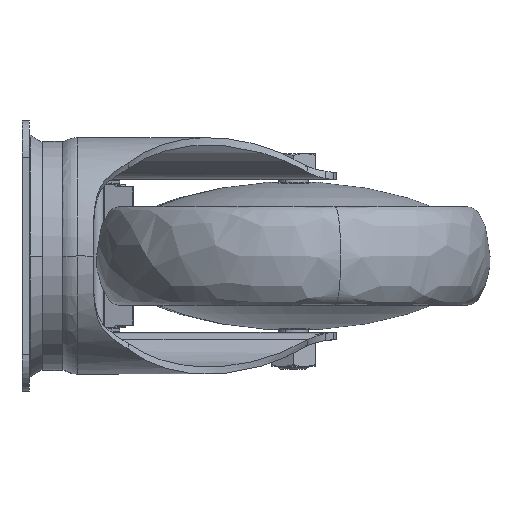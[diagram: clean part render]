
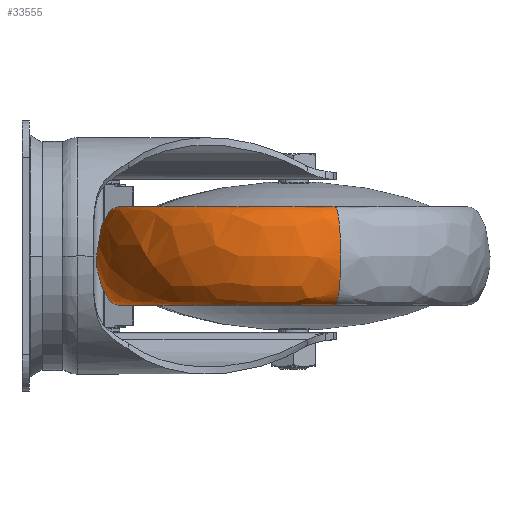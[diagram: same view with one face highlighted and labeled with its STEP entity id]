
A CAD part, left-side view. The second image highlights one B-rep face of the part: STEP entity #33555.
In plain terms, the highlighted free-form (B-spline) face has degree [3, 3] with [4, 4] control points.
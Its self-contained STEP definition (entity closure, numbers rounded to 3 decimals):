
#435 =( BOUNDED_CURVE ( )  B_SPLINE_CURVE ( 3, ( #31754, #19450, #6530, #12699 ),
 .UNSPECIFIED., .F., .F. ) 
 B_SPLINE_CURVE_WITH_KNOTS ( ( 4, 4 ),
 ( 0., 1. ),
 .UNSPECIFIED. ) 
 CURVE ( )  GEOMETRIC_REPRESENTATION_ITEM ( )  RATIONAL_B_SPLINE_CURVE ( ( 1., 0.333, 0.333, 1. ) ) 
 REPRESENTATION_ITEM ( '' )  );
#1425 = CARTESIAN_POINT ( 'NONE',  ( 140.878, -88.495, 20. ) ) ;
#2034 = CARTESIAN_POINT ( 'NONE',  ( 97.868, 85.261, -20. ) ) ;
#3314 =( BOUNDED_SURFACE ( )  B_SPLINE_SURFACE ( 3, 3, ( 
 ( #36105, #39193, #14796, #17271 ),
 ( #39796, #14405, #2034, #11703 ),
 ( #33026, #30567, #39586, #8014 ),
 ( #20527, #11510, #14199, #23966 ) ),
 .UNSPECIFIED., .F., .F., .F. ) 
 B_SPLINE_SURFACE_WITH_KNOTS ( ( 4, 4 ),
 ( 4, 4 ),
 ( 0., 1. ),
 ( 0., 1. ),
 .UNSPECIFIED. ) 
 GEOMETRIC_REPRESENTATION_ITEM ( )  RATIONAL_B_SPLINE_SURFACE ( (
 ( 1., 0.333, 0.333, 1.),
 ( 0.333, 0.111, 0.111, 0.333),
 ( 0.333, 0.111, 0.111, 0.333),
 ( 1., 0.333, 0.333, 1.) ) ) 
 REPRESENTATION_ITEM ( '' )  SURFACE ( )  );
#3451 = VERTEX_POINT ( 'NONE', #13330 ) ;
#4368 = EDGE_CURVE ( 'NONE', #3451, #5949, #40000, .T. ) ;
#4633 = AXIS2_PLACEMENT_3D ( 'NONE', #25976, #16412, #31775 ) ;
#5949 = VERTEX_POINT ( 'NONE', #35500 ) ;
#6530 = CARTESIAN_POINT ( 'NONE',  ( -32.878, -131.505, 20. ) ) ;
#7539 = ORIENTED_EDGE ( 'NONE', *, *, #32423, .F. ) ;
#7643 = CARTESIAN_POINT ( 'NONE',  ( 54., -110., -20. ) ) ;
#8014 = CARTESIAN_POINT ( 'NONE',  ( 140.878, -88.495, 20. ) ) ;
#10102 =( BOUNDED_CURVE ( )  B_SPLINE_CURVE ( 3, ( #29557, #29949, #1425, #39383 ),
 .UNSPECIFIED., .F., .F. ) 
 B_SPLINE_CURVE_WITH_KNOTS ( ( 4, 4 ),
 ( 0., 1. ),
 .UNSPECIFIED. ) 
 CURVE ( )  GEOMETRIC_REPRESENTATION_ITEM ( )  RATIONAL_B_SPLINE_CURVE ( ( 1., 0.333, 0.333, 1. ) ) 
 REPRESENTATION_ITEM ( '' )  );
#11347 = DIRECTION ( 'NONE',  ( 0., 0., -1. ) ) ;
#11510 = CARTESIAN_POINT ( 'NONE',  ( -48.314, 9.929, 20. ) ) ;
#11703 = CARTESIAN_POINT ( 'NONE',  ( 140.878, -88.495, -20. ) ) ;
#11974 = CARTESIAN_POINT ( 'NONE',  ( -14.435, -126.94, -20. ) ) ;
#12699 = CARTESIAN_POINT ( 'NONE',  ( -14.435, -126.94, 20. ) ) ;
#13330 = CARTESIAN_POINT ( 'NONE',  ( -14.435, -126.94, 20. ) ) ;
#14199 = CARTESIAN_POINT ( 'NONE',  ( 88.555, 43.809, 20. ) ) ;
#14405 = CARTESIAN_POINT ( 'NONE',  ( -75.888, 42.251, -20. ) ) ;
#14796 = CARTESIAN_POINT ( 'NONE',  ( 88.555, 43.809, -20. ) ) ;
#15444 = ORIENTED_EDGE ( 'NONE', *, *, #4368, .T. ) ;
#15681 = CARTESIAN_POINT ( 'NONE',  ( 122.435, -93.06, -20. ) ) ;
#16412 = DIRECTION ( 'NONE',  ( 0., 0., -1. ) ) ;
#17271 = CARTESIAN_POINT ( 'NONE',  ( 122.435, -93.06, -20. ) ) ;
#19450 = CARTESIAN_POINT ( 'NONE',  ( -32.878, -131.505, -20. ) ) ;
#20139 = ORIENTED_EDGE ( 'NONE', *, *, #25385, .T. ) ;
#20527 = CARTESIAN_POINT ( 'NONE',  ( -14.435, -126.94, 20. ) ) ;
#21078 = EDGE_LOOP ( 'NONE', ( #7539, #20139, #15444, #21434 ) ) ;
#21129 = VERTEX_POINT ( 'NONE', #15681 ) ;
#21434 = ORIENTED_EDGE ( 'NONE', *, *, #31413, .F. ) ;
#22129 = AXIS2_PLACEMENT_3D ( 'NONE', #7643, #11347, #23599 ) ;
#23564 = FACE_OUTER_BOUND ( 'NONE', #21078, .T. ) ;
#23599 = DIRECTION ( 'NONE',  ( -0.24, 0.971, 0. ) ) ;
#23966 = CARTESIAN_POINT ( 'NONE',  ( 122.435, -93.06, 20. ) ) ;
#25385 = EDGE_CURVE ( 'NONE', #33347, #3451, #435, .T. ) ;
#25976 = CARTESIAN_POINT ( 'NONE',  ( 54., -110., 20. ) ) ;
#29557 = CARTESIAN_POINT ( 'NONE',  ( 122.435, -93.06, -20. ) ) ;
#29949 = CARTESIAN_POINT ( 'NONE',  ( 140.878, -88.495, -20. ) ) ;
#30567 = CARTESIAN_POINT ( 'NONE',  ( -75.888, 42.251, 20. ) ) ;
#31413 = EDGE_CURVE ( 'NONE', #21129, #5949, #10102, .T. ) ;
#31754 = CARTESIAN_POINT ( 'NONE',  ( -14.435, -126.94, -20. ) ) ;
#31775 = DIRECTION ( 'NONE',  ( -0.24, 0.971, 0. ) ) ;
#32423 = EDGE_CURVE ( 'NONE', #33347, #21129, #33269, .T. ) ;
#33026 = CARTESIAN_POINT ( 'NONE',  ( -32.878, -131.505, 20. ) ) ;
#33269 = CIRCLE ( 'NONE', #22129, 70.5 ) ;
#33347 = VERTEX_POINT ( 'NONE', #11974 ) ;
#33555 = ADVANCED_FACE ( 'NONE', ( #23564 ), #3314, .T. ) ;
#35500 = CARTESIAN_POINT ( 'NONE',  ( 122.435, -93.06, 20. ) ) ;
#36105 = CARTESIAN_POINT ( 'NONE',  ( -14.435, -126.94, -20. ) ) ;
#39193 = CARTESIAN_POINT ( 'NONE',  ( -48.314, 9.929, -20. ) ) ;
#39383 = CARTESIAN_POINT ( 'NONE',  ( 122.435, -93.06, 20. ) ) ;
#39586 = CARTESIAN_POINT ( 'NONE',  ( 97.868, 85.261, 20. ) ) ;
#39796 = CARTESIAN_POINT ( 'NONE',  ( -32.878, -131.505, -20. ) ) ;
#40000 = CIRCLE ( 'NONE', #4633, 70.5 ) ;
